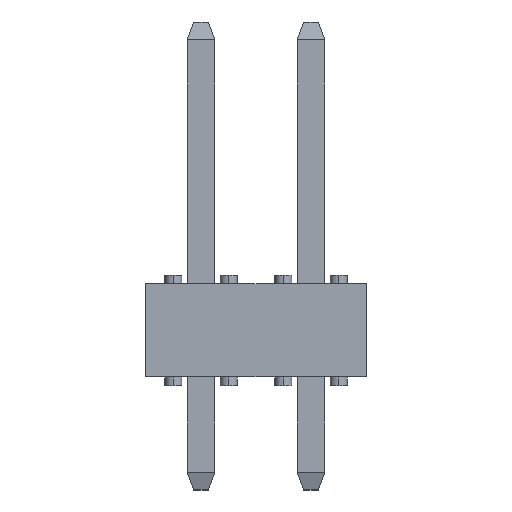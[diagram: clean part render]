
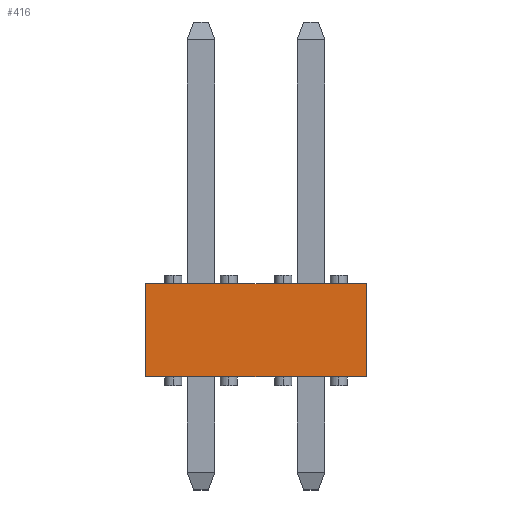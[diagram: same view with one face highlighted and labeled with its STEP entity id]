
A CAD part, top view. The second image highlights one B-rep face of the part: STEP entity #416.
In plain terms, the highlighted planar face has unit normal (0, 0, 1).
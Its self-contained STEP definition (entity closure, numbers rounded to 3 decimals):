
#127 = CARTESIAN_POINT ( 'NONE',  ( 2.54, 2.35, 1.205 ) ) ;
#150 = ORIENTED_EDGE ( 'NONE', *, *, #587, .F. ) ;
#162 = ORIENTED_EDGE ( 'NONE', *, *, #1541, .T. ) ;
#193 = CARTESIAN_POINT ( 'NONE',  ( 2.54, 2.35, 1.205 ) ) ;
#235 = CARTESIAN_POINT ( 'NONE',  ( 2.54, 0.2, 1.205 ) ) ;
#244 = CARTESIAN_POINT ( 'NONE',  ( -2.54, 2.35, 1.205 ) ) ;
#270 = ORIENTED_EDGE ( 'NONE', *, *, #1376, .F. ) ;
#275 = FACE_OUTER_BOUND ( 'NONE', #906, .T. ) ;
#280 = CARTESIAN_POINT ( 'NONE',  ( -2.54, 0.2, 1.205 ) ) ;
#294 = VECTOR ( 'NONE', #874, 1000. ) ;
#297 = LINE ( 'NONE', #1015, #518 ) ;
#307 = VERTEX_POINT ( 'NONE', #244 ) ;
#416 = ADVANCED_FACE ( 'NONE', ( #275 ), #657, .F. ) ;
#439 = VERTEX_POINT ( 'NONE', #1254 ) ;
#442 = VERTEX_POINT ( 'NONE', #280 ) ;
#518 = VECTOR ( 'NONE', #1521, 1000. ) ;
#538 = CARTESIAN_POINT ( 'NONE',  ( 2.54, 0.2, 1.205 ) ) ;
#554 = EDGE_CURVE ( 'NONE', #307, #442, #297, .T. ) ;
#587 = EDGE_CURVE ( 'NONE', #307, #439, #1677, .T. ) ;
#617 = VERTEX_POINT ( 'NONE', #235 ) ;
#647 = DIRECTION ( 'NONE',  ( 1., 0., 0. ) ) ;
#657 = PLANE ( 'NONE',  #1189 ) ;
#843 = LINE ( 'NONE', #538, #1524 ) ;
#874 = DIRECTION ( 'NONE',  ( 0., -1., 0. ) ) ;
#886 = ORIENTED_EDGE ( 'NONE', *, *, #554, .T. ) ;
#906 = EDGE_LOOP ( 'NONE', ( #162, #270, #150, #886 ) ) ;
#987 = VECTOR ( 'NONE', #1033, 1000. ) ;
#1015 = CARTESIAN_POINT ( 'NONE',  ( -2.54, 2.35, 1.205 ) ) ;
#1033 = DIRECTION ( 'NONE',  ( 1., 0., 0. ) ) ;
#1189 = AXIS2_PLACEMENT_3D ( 'NONE', #193, #1260, #1217 ) ;
#1217 = DIRECTION ( 'NONE',  ( -1., 0., 0. ) ) ;
#1254 = CARTESIAN_POINT ( 'NONE',  ( 2.54, 2.35, 1.205 ) ) ;
#1260 = DIRECTION ( 'NONE',  ( 0., 0., -1. ) ) ;
#1364 = LINE ( 'NONE', #1538, #294 ) ;
#1376 = EDGE_CURVE ( 'NONE', #439, #617, #1364, .T. ) ;
#1521 = DIRECTION ( 'NONE',  ( 0., -1., 0. ) ) ;
#1524 = VECTOR ( 'NONE', #647, 1000. ) ;
#1538 = CARTESIAN_POINT ( 'NONE',  ( 2.54, 2.35, 1.205 ) ) ;
#1541 = EDGE_CURVE ( 'NONE', #442, #617, #843, .T. ) ;
#1677 = LINE ( 'NONE', #127, #987 ) ;
